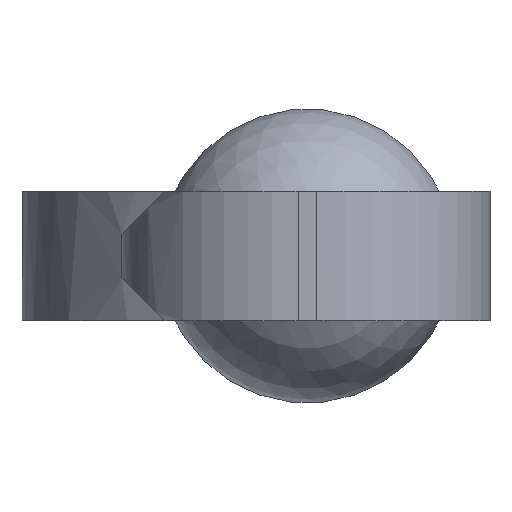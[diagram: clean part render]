
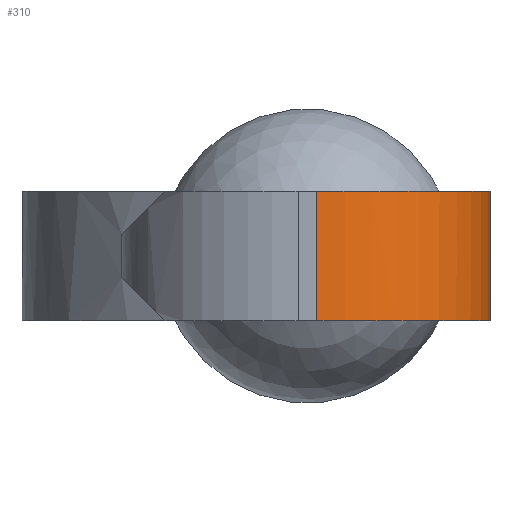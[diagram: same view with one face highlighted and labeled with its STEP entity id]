
A CAD part, front view. The second image highlights one B-rep face of the part: STEP entity #310.
In plain terms, the highlighted free-form (B-spline) face has degree [3, 1] with [4, 2] control points.
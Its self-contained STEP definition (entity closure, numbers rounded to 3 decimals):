
#1 = CARTESIAN_POINT ( 'NONE',  ( 71.78, 6.334, 0.7 ) ) ;
#3 = CARTESIAN_POINT ( 'NONE',  ( 73.989, 6.333, 0.7 ) ) ;
#4 = CARTESIAN_POINT ( 'NONE',  ( 73.989, 6.333, 3.7 ) ) ;
#5 = CARTESIAN_POINT ( 'NONE',  ( 75.78, 8.122, 0.7 ) ) ;
#6 = CARTESIAN_POINT ( 'NONE',  ( 75.78, 8.122, 3.7 ) ) ;
#8 = CARTESIAN_POINT ( 'NONE',  ( 75.782, 10.331, 0.7 ) ) ;
#9 = CARTESIAN_POINT ( 'NONE',  ( 75.782, 10.331, 3.7 ) ) ;
#10 = B_SPLINE_CURVE_WITH_KNOTS ( 'NONE', 3,
 ( #396, #412, #418, #387 ),
 .UNSPECIFIED., .F., .F.,
 ( 4, 4 ),
 ( 0., 0.006 ),
 .UNSPECIFIED. ) ;
#12 = CARTESIAN_POINT ( 'NONE',  ( 71.78, 6.334, 3.7 ) ) ;
#41 = CARTESIAN_POINT ( 'NONE',  ( 71.78, 6.334, 3.7 ) ) ;
#103 = CARTESIAN_POINT ( 'NONE',  ( 75.78, 8.122, 3.7 ) ) ;
#105 = CARTESIAN_POINT ( 'NONE',  ( 71.78, 6.334, 3.7 ) ) ;
#110 = CARTESIAN_POINT ( 'NONE',  ( 75.782, 10.331, 3.7 ) ) ;
#163 = EDGE_CURVE ( 'NONE', #443, #514, #10, .T. ) ;
#165 = B_SPLINE_CURVE_WITH_KNOTS ( 'NONE', 3,
 ( #105, #370, #103, #110 ),
 .UNSPECIFIED., .F., .F.,
 ( 4, 4 ),
 ( 0., 0.006 ),
 .UNSPECIFIED. ) ;
#167 = EDGE_CURVE ( 'NONE', #329, #496, #165, .T. ) ;
#219 = B_SPLINE_CURVE_WITH_KNOTS ( 'NONE', 1,
 ( #530, #566 ),
 .UNSPECIFIED., .F., .F.,
 ( 2, 2 ),
 ( 0., 3. ),
 .UNSPECIFIED. ) ;
#259 = B_SPLINE_SURFACE_WITH_KNOTS ( 'NONE', 3, 1, ( 
 ( #1, #41 ),
 ( #3, #4 ),
 ( #5, #6 ),
 ( #8, #9 ) ),
 .UNSPECIFIED., .F., .F., .F.,
 ( 4, 4 ),
 ( 2, 2 ),
 ( -88.213, -87.213 ),
 ( 0., 3. ),
 .UNSPECIFIED. ) ;
#260 = B_SPLINE_CURVE_WITH_KNOTS ( 'NONE', 1,
 ( #563, #526 ),
 .UNSPECIFIED., .F., .F.,
 ( 2, 2 ),
 ( 0., 3. ),
 .UNSPECIFIED. ) ;
#293 = FACE_OUTER_BOUND ( 'NONE', #556, .T. ) ;
#310 = ADVANCED_FACE ( 'NONE', ( #293 ), #259, .T. ) ;
#329 = VERTEX_POINT ( 'NONE', #12 ) ;
#353 = ORIENTED_EDGE ( 'NONE', *, *, #167, .F. ) ;
#370 = CARTESIAN_POINT ( 'NONE',  ( 73.989, 6.333, 3.7 ) ) ;
#387 = CARTESIAN_POINT ( 'NONE',  ( 71.78, 6.334, 0.7 ) ) ;
#396 = CARTESIAN_POINT ( 'NONE',  ( 75.782, 10.331, 0.7 ) ) ;
#412 = CARTESIAN_POINT ( 'NONE',  ( 75.78, 8.122, 0.7 ) ) ;
#418 = CARTESIAN_POINT ( 'NONE',  ( 73.989, 6.333, 0.7 ) ) ;
#443 = VERTEX_POINT ( 'NONE', #715 ) ;
#496 = VERTEX_POINT ( 'NONE', #707 ) ;
#500 = ORIENTED_EDGE ( 'NONE', *, *, #719, .F. ) ;
#514 = VERTEX_POINT ( 'NONE', #525 ) ;
#525 = CARTESIAN_POINT ( 'NONE',  ( 71.78, 6.334, 0.7 ) ) ;
#526 = CARTESIAN_POINT ( 'NONE',  ( 71.78, 6.334, 3.7 ) ) ;
#530 = CARTESIAN_POINT ( 'NONE',  ( 75.782, 10.331, 3.7 ) ) ;
#556 = EDGE_LOOP ( 'NONE', ( #602, #635, #353, #500 ) ) ;
#563 = CARTESIAN_POINT ( 'NONE',  ( 71.78, 6.334, 0.7 ) ) ;
#566 = CARTESIAN_POINT ( 'NONE',  ( 75.782, 10.331, 0.7 ) ) ;
#602 = ORIENTED_EDGE ( 'NONE', *, *, #163, .F. ) ;
#635 = ORIENTED_EDGE ( 'NONE', *, *, #712, .F. ) ;
#707 = CARTESIAN_POINT ( 'NONE',  ( 75.782, 10.331, 3.7 ) ) ;
#712 = EDGE_CURVE ( 'NONE', #496, #443, #219, .T. ) ;
#715 = CARTESIAN_POINT ( 'NONE',  ( 75.782, 10.331, 0.7 ) ) ;
#719 = EDGE_CURVE ( 'NONE', #514, #329, #260, .T. ) ;
